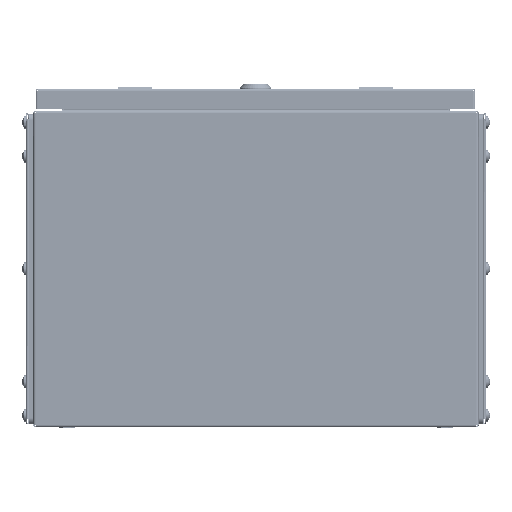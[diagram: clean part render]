
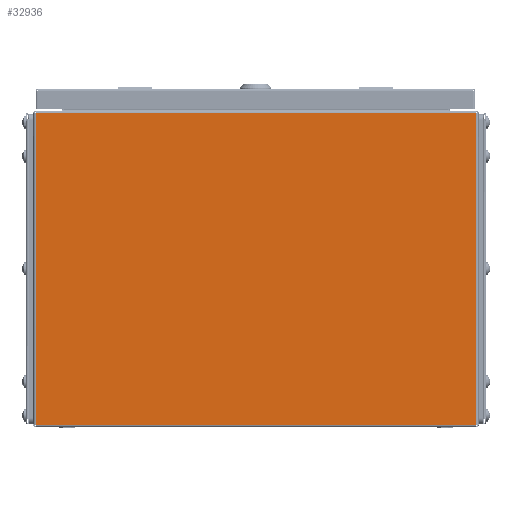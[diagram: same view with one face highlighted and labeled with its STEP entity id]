
A CAD part, left-side view. The second image highlights one B-rep face of the part: STEP entity #32936.
In plain terms, the highlighted planar face has unit normal (-1, 0, 0).
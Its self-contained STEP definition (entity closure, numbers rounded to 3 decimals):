
#598 = VERTEX_POINT ( 'NONE', #8999 ) ;
#788 = DIRECTION ( 'NONE',  ( 0., 1., 0. ) ) ;
#1517 = PLANE ( 'NONE',  #67504 ) ;
#6931 = EDGE_CURVE ( 'NONE', #81517, #19644, #10873, .T. ) ;
#8105 = CARTESIAN_POINT ( 'NONE',  ( -200., 0., 0. ) ) ;
#8999 = CARTESIAN_POINT ( 'NONE',  ( -200., -195.5, 277.5 ) ) ;
#10873 = LINE ( 'NONE', #64912, #61374 ) ;
#12432 = VERTEX_POINT ( 'NONE', #67234 ) ;
#13128 = CARTESIAN_POINT ( 'NONE',  ( -200., 195.5, 1. ) ) ;
#16070 = LINE ( 'NONE', #74551, #84997 ) ;
#18742 = CARTESIAN_POINT ( 'NONE',  ( -200., 195.5, 277.5 ) ) ;
#18788 = DIRECTION ( 'NONE',  ( 0., 0., -1. ) ) ;
#19644 = VERTEX_POINT ( 'NONE', #60359 ) ;
#21913 = ORIENTED_EDGE ( 'NONE', *, *, #23376, .T. ) ;
#23376 = EDGE_CURVE ( 'NONE', #598, #81517, #31398, .T. ) ;
#30160 = ORIENTED_EDGE ( 'NONE', *, *, #40490, .F. ) ;
#31398 = LINE ( 'NONE', #52043, #35326 ) ;
#32936 = ADVANCED_FACE ( 'NONE', ( #81121 ), #1517, .F. ) ;
#35326 = VECTOR ( 'NONE', #78888, 1000. ) ;
#38636 = VECTOR ( 'NONE', #788, 1000. ) ;
#40490 = EDGE_CURVE ( 'NONE', #12432, #19644, #73763, .T. ) ;
#42847 = EDGE_CURVE ( 'NONE', #12432, #598, #16070, .T. ) ;
#52043 = CARTESIAN_POINT ( 'NONE',  ( -200., -195.5, 277.5 ) ) ;
#54768 = EDGE_LOOP ( 'NONE', ( #21913, #83593, #30160, #79763 ) ) ;
#55119 = DIRECTION ( 'NONE',  ( 0., 0., -1. ) ) ;
#60359 = CARTESIAN_POINT ( 'NONE',  ( -200., 195.5, 1. ) ) ;
#61374 = VECTOR ( 'NONE', #18788, 1000. ) ;
#62194 = DIRECTION ( 'NONE',  ( 0., 0., 1. ) ) ;
#64912 = CARTESIAN_POINT ( 'NONE',  ( -200., 195.5, 0. ) ) ;
#67234 = CARTESIAN_POINT ( 'NONE',  ( -200., -195.5, 1. ) ) ;
#67504 = AXIS2_PLACEMENT_3D ( 'NONE', #8105, #80253, #55119 ) ;
#73763 = LINE ( 'NONE', #13128, #38636 ) ;
#74551 = CARTESIAN_POINT ( 'NONE',  ( -200., -195.5, 0. ) ) ;
#78888 = DIRECTION ( 'NONE',  ( 0., 1., 0. ) ) ;
#79763 = ORIENTED_EDGE ( 'NONE', *, *, #42847, .T. ) ;
#80253 = DIRECTION ( 'NONE',  ( 1., 0., 0. ) ) ;
#81121 = FACE_OUTER_BOUND ( 'NONE', #54768, .T. ) ;
#81517 = VERTEX_POINT ( 'NONE', #18742 ) ;
#83593 = ORIENTED_EDGE ( 'NONE', *, *, #6931, .T. ) ;
#84997 = VECTOR ( 'NONE', #62194, 1000. ) ;
